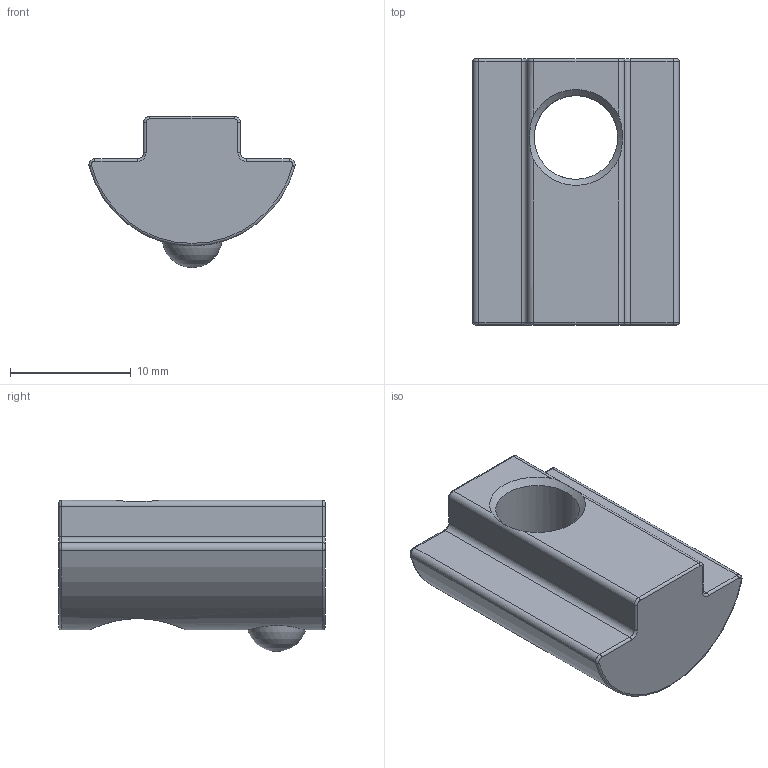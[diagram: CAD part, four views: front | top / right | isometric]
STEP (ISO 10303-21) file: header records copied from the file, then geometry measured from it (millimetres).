
FILE_DESCRIPTION((''),'2;1');
FILE_NAME('AR3576.stp','2021-06-24T09:36:17',('arma01'),(''),'Autodesk Inventor 2013','Autodesk Inventor 2013','');
FILE_SCHEMA(('AUTOMOTIVE_DESIGN { 1 0 10303 214 1 1 1 1 }'));
Length unit declared in the file: millimetre
Products named in the file (1): AR3576
Bounding box: 17.05 x 22 x 12.5 mm (x, y, z)
Volume: 2290.6 mm3; surface area: 1419 mm2
Topology: 1 solids, 1 shells, 43 faces, 101 edges, 59 vertices
Faces by surface type: cylinder 18, torus 14, plane 8, bspline 1, cone 1, sphere 1
Full cylindrical faces by diameter (mm): 6.917 x1
Entity records: 1387 total; most frequent: CARTESIAN_POINT 377, DIRECTION 231, ORIENTED_EDGE 190, AXIS2_PLACEMENT_3D 98, EDGE_CURVE 95, VERTEX_POINT 56, CIRCLE 55, EDGE_LOOP 47
